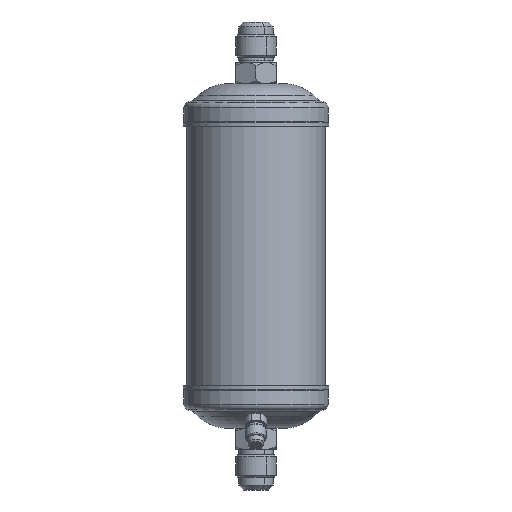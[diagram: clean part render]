
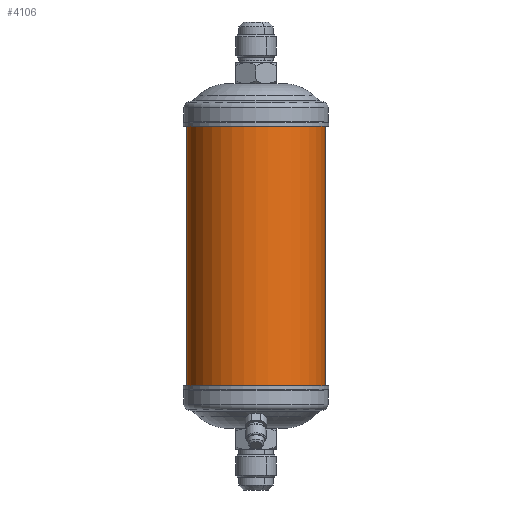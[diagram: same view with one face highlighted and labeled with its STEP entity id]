
A CAD part, front view. The second image highlights one B-rep face of the part: STEP entity #4106.
In plain terms, the highlighted cylindrical face has radius 38.1 mm (diameter 76.2 mm), a partial arc.
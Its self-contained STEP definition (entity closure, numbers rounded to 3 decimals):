
#32 = CARTESIAN_POINT ( 'NONE',  ( -38.1, 0., -71.4 ) ) ;
#171 = VERTEX_POINT ( 'NONE', #32 ) ;
#282 = VERTEX_POINT ( 'NONE', #1537 ) ;
#331 = EDGE_CURVE ( 'NONE', #2403, #171, #2231, .T. ) ;
#465 = EDGE_LOOP ( 'NONE', ( #4128, #3947, #620, #1345 ) ) ;
#552 = CARTESIAN_POINT ( 'NONE',  ( 0., 0., -71.4 ) ) ;
#556 = CIRCLE ( 'NONE', #2183, 38.1 ) ;
#620 = ORIENTED_EDGE ( 'NONE', *, *, #331, .T. ) ;
#1026 = VERTEX_POINT ( 'NONE', #4161 ) ;
#1154 = EDGE_CURVE ( 'NONE', #1026, #171, #556, .T. ) ;
#1187 = DIRECTION ( 'NONE',  ( 0., 0., -1. ) ) ;
#1295 = DIRECTION ( 'NONE',  ( 1., 0., 0. ) ) ;
#1345 = ORIENTED_EDGE ( 'NONE', *, *, #1154, .F. ) ;
#1537 = CARTESIAN_POINT ( 'NONE',  ( 38.1, 0., 71.4 ) ) ;
#1581 = VECTOR ( 'NONE', #3183, 1000. ) ;
#1759 = CARTESIAN_POINT ( 'NONE',  ( 38.1, 0., 82. ) ) ;
#1897 = CARTESIAN_POINT ( 'NONE',  ( 0., 0., 82. ) ) ;
#1967 = DIRECTION ( 'NONE',  ( 0., 0., -1. ) ) ;
#2183 = AXIS2_PLACEMENT_3D ( 'NONE', #552, #1967, #3372 ) ;
#2225 = AXIS2_PLACEMENT_3D ( 'NONE', #1897, #1187, #3297 ) ;
#2230 = FACE_OUTER_BOUND ( 'NONE', #465, .T. ) ;
#2231 = LINE ( 'NONE', #3649, #3967 ) ;
#2274 = DIRECTION ( 'NONE',  ( 0., 0., -1. ) ) ;
#2403 = VERTEX_POINT ( 'NONE', #4264 ) ;
#2861 = LINE ( 'NONE', #1759, #1581 ) ;
#2953 = CYLINDRICAL_SURFACE ( 'NONE', #2225, 38.1 ) ;
#2978 = CARTESIAN_POINT ( 'NONE',  ( 0., 0., 71.4 ) ) ;
#3183 = DIRECTION ( 'NONE',  ( 0., 0., -1. ) ) ;
#3297 = DIRECTION ( 'NONE',  ( -1., 0., 0. ) ) ;
#3331 = CIRCLE ( 'NONE', #3857, 38.1 ) ;
#3372 = DIRECTION ( 'NONE',  ( -1., 0., 0. ) ) ;
#3649 = CARTESIAN_POINT ( 'NONE',  ( -38.1, 0., 82. ) ) ;
#3838 = EDGE_CURVE ( 'NONE', #2403, #282, #3331, .T. ) ;
#3857 = AXIS2_PLACEMENT_3D ( 'NONE', #2978, #4078, #1295 ) ;
#3947 = ORIENTED_EDGE ( 'NONE', *, *, #3838, .F. ) ;
#3967 = VECTOR ( 'NONE', #2274, 1000. ) ;
#4078 = DIRECTION ( 'NONE',  ( 0., 0., 1. ) ) ;
#4106 = ADVANCED_FACE ( 'NONE', ( #2230 ), #2953, .T. ) ;
#4128 = ORIENTED_EDGE ( 'NONE', *, *, #4221, .F. ) ;
#4161 = CARTESIAN_POINT ( 'NONE',  ( 38.1, 0., -71.4 ) ) ;
#4221 = EDGE_CURVE ( 'NONE', #282, #1026, #2861, .T. ) ;
#4264 = CARTESIAN_POINT ( 'NONE',  ( -38.1, 0., 71.4 ) ) ;
